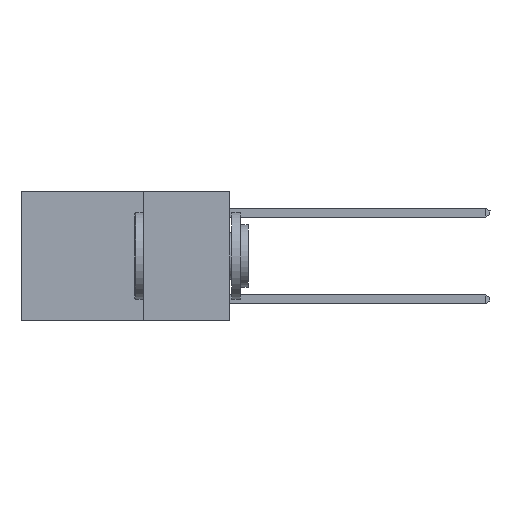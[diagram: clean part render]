
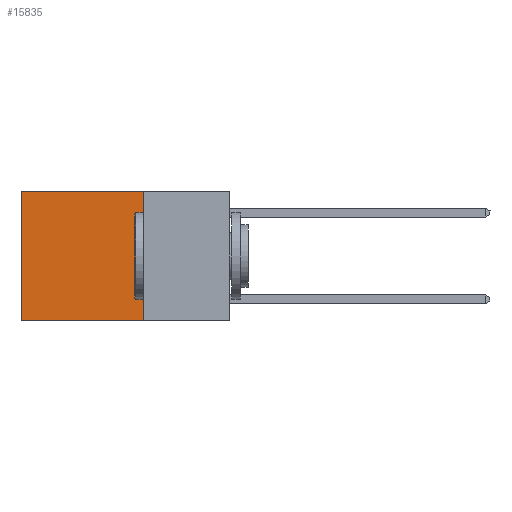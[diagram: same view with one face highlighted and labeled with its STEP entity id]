
A CAD part, left-side view. The second image highlights one B-rep face of the part: STEP entity #15835.
In plain terms, the highlighted planar face has unit normal (-1, 0, 0).
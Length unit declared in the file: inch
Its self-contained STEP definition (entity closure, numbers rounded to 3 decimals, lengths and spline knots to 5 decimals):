
#39 = EDGE_LOOP ( 'NONE', ( #9882, #2227, #11438, #21563 ) ) ;
#809 = PLANE ( 'NONE',  #17794 ) ;
#996 = CARTESIAN_POINT ( 'NONE',  ( 0.2625, 0.6, -0.37 ) ) ;
#1967 = EDGE_CURVE ( 'NONE', #27220, #26297, #26655, .T. ) ;
#2227 = ORIENTED_EDGE ( 'NONE', *, *, #6904, .F. ) ;
#2885 = VECTOR ( 'NONE', #22202, 39.37008 ) ;
#3204 = DIRECTION ( 'NONE',  ( 0., 0., -1. ) ) ;
#6162 = VECTOR ( 'NONE', #11443, 39.37008 ) ;
#6904 = EDGE_CURVE ( 'NONE', #26297, #28297, #18744, .T. ) ;
#7748 = FACE_OUTER_BOUND ( 'NONE', #39, .T. ) ;
#9857 = VERTEX_POINT ( 'NONE', #16881 ) ;
#9882 = ORIENTED_EDGE ( 'NONE', *, *, #29103, .T. ) ;
#10370 = CARTESIAN_POINT ( 'NONE',  ( 0.2625, 0.6, 0. ) ) ;
#11438 = ORIENTED_EDGE ( 'NONE', *, *, #1967, .F. ) ;
#11443 = DIRECTION ( 'NONE',  ( 0., 1., 0. ) ) ;
#12718 = VECTOR ( 'NONE', #30540, 39.37008 ) ;
#12917 = CARTESIAN_POINT ( 'NONE',  ( 0.2625, 0.25, 0. ) ) ;
#14089 = CARTESIAN_POINT ( 'NONE',  ( 0.2625, 0.25, 0. ) ) ;
#15835 = ADVANCED_FACE ( 'NONE', ( #7748 ), #809, .F. ) ;
#16295 = LINE ( 'NONE', #10370, #2885 ) ;
#16881 = CARTESIAN_POINT ( 'NONE',  ( 0.2625, 0.6, 0. ) ) ;
#17444 = DIRECTION ( 'NONE',  ( 1., 0., 0. ) ) ;
#17524 = CARTESIAN_POINT ( 'NONE',  ( 0.2625, 0.25, -0.37 ) ) ;
#17794 = AXIS2_PLACEMENT_3D ( 'NONE', #26842, #17444, #3204 ) ;
#18431 = CARTESIAN_POINT ( 'NONE',  ( 0.2625, 0.25, -0.37 ) ) ;
#18744 = LINE ( 'NONE', #18431, #6162 ) ;
#19635 = VECTOR ( 'NONE', #29295, 39.37008 ) ;
#20659 = CARTESIAN_POINT ( 'NONE',  ( 0.2625, 0.25, 0. ) ) ;
#21563 = ORIENTED_EDGE ( 'NONE', *, *, #27895, .T. ) ;
#22202 = DIRECTION ( 'NONE',  ( 0., 0., -1. ) ) ;
#26297 = VERTEX_POINT ( 'NONE', #17524 ) ;
#26655 = LINE ( 'NONE', #12917, #19635 ) ;
#26842 = CARTESIAN_POINT ( 'NONE',  ( 0.2625, 0.25, 0. ) ) ;
#27220 = VERTEX_POINT ( 'NONE', #20659 ) ;
#27895 = EDGE_CURVE ( 'NONE', #27220, #9857, #30027, .T. ) ;
#28297 = VERTEX_POINT ( 'NONE', #996 ) ;
#29103 = EDGE_CURVE ( 'NONE', #9857, #28297, #16295, .T. ) ;
#29295 = DIRECTION ( 'NONE',  ( 0., 0., -1. ) ) ;
#30027 = LINE ( 'NONE', #14089, #12718 ) ;
#30540 = DIRECTION ( 'NONE',  ( 0., 1., 0. ) ) ;
